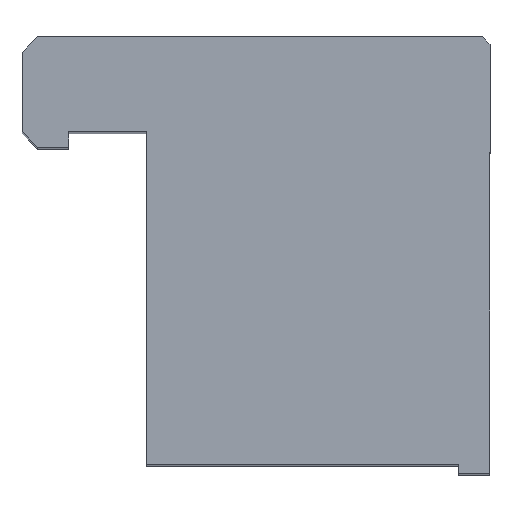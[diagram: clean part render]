
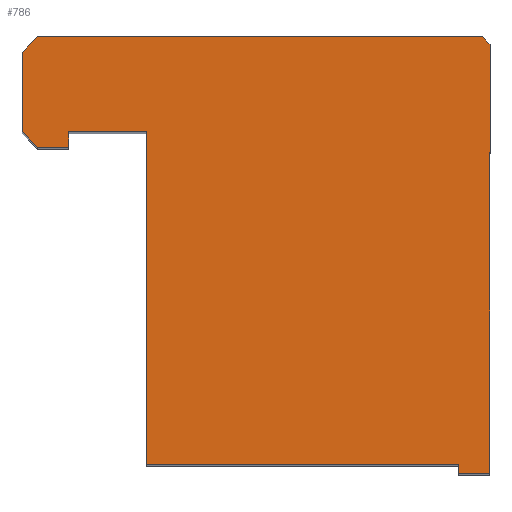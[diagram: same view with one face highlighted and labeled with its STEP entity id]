
A CAD part, top view. The second image highlights one B-rep face of the part: STEP entity #786.
In plain terms, the highlighted planar face has unit normal (0, 0, 1).
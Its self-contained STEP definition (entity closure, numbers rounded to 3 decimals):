
#1 = CARTESIAN_POINT ( 'NONE',  ( 14.5, 28., 37.5 ) ) ;
#18 = DIRECTION ( 'NONE',  ( 0.707, -0.707, 0. ) ) ;
#19 = CARTESIAN_POINT ( 'NONE',  ( -15., 21.9, 37.5 ) ) ;
#34 = DIRECTION ( 'NONE',  ( 0., -1., 0. ) ) ;
#70 = VERTEX_POINT ( 'NONE', #485 ) ;
#72 = EDGE_CURVE ( 'NONE', #89, #231, #370, .T. ) ;
#83 = VECTOR ( 'NONE', #185, 1000. ) ;
#89 = VERTEX_POINT ( 'NONE', #700 ) ;
#96 = CARTESIAN_POINT ( 'NONE',  ( 0., 0., 37.5 ) ) ;
#100 = CARTESIAN_POINT ( 'NONE',  ( 15., 28., 37.5 ) ) ;
#134 = EDGE_CURVE ( 'NONE', #903, #340, #779, .T. ) ;
#137 = VECTOR ( 'NONE', #334, 1000. ) ;
#138 = ORIENTED_EDGE ( 'NONE', *, *, #307, .T. ) ;
#147 = VERTEX_POINT ( 'NONE', #238 ) ;
#156 = VECTOR ( 'NONE', #160, 1000. ) ;
#160 = DIRECTION ( 'NONE',  ( 0., 1., 0. ) ) ;
#179 = EDGE_CURVE ( 'NONE', #851, #89, #184, .T. ) ;
#182 = EDGE_CURVE ( 'NONE', #560, #903, #359, .T. ) ;
#184 = LINE ( 'NONE', #464, #959 ) ;
#185 = DIRECTION ( 'NONE',  ( 0., -1., 0. ) ) ;
#188 = CARTESIAN_POINT ( 'NONE',  ( -12., 20.9, 37.5 ) ) ;
#192 = EDGE_CURVE ( 'NONE', #231, #271, #643, .T. ) ;
#199 = VERTEX_POINT ( 'NONE', #1 ) ;
#206 = LINE ( 'NONE', #618, #137 ) ;
#227 = ORIENTED_EDGE ( 'NONE', *, *, #253, .T. ) ;
#231 = VERTEX_POINT ( 'NONE', #908 ) ;
#232 = CARTESIAN_POINT ( 'NONE',  ( -7., 0.6, 37.5 ) ) ;
#238 = CARTESIAN_POINT ( 'NONE',  ( -15., 27., 37.5 ) ) ;
#239 = VECTOR ( 'NONE', #840, 1000. ) ;
#242 = CARTESIAN_POINT ( 'NONE',  ( 14.5, 28., 37.5 ) ) ;
#253 = EDGE_CURVE ( 'NONE', #728, #147, #570, .T. ) ;
#256 = CARTESIAN_POINT ( 'NONE',  ( -12., 21.9, 37.5 ) ) ;
#259 = VECTOR ( 'NONE', #609, 1000. ) ;
#261 = ORIENTED_EDGE ( 'NONE', *, *, #865, .T. ) ;
#271 = VERTEX_POINT ( 'NONE', #483 ) ;
#300 = ORIENTED_EDGE ( 'NONE', *, *, #915, .T. ) ;
#304 = DIRECTION ( 'NONE',  ( -0.707, 0.707, 0. ) ) ;
#307 = EDGE_CURVE ( 'NONE', #70, #560, #818, .T. ) ;
#308 = LINE ( 'NONE', #412, #555 ) ;
#334 = DIRECTION ( 'NONE',  ( -1., 0., 0. ) ) ;
#340 = VERTEX_POINT ( 'NONE', #667 ) ;
#359 = LINE ( 'NONE', #395, #156 ) ;
#370 = LINE ( 'NONE', #855, #950 ) ;
#376 = VECTOR ( 'NONE', #623, 1000. ) ;
#388 = CARTESIAN_POINT ( 'NONE',  ( 0., 0., 37.5 ) ) ;
#395 = CARTESIAN_POINT ( 'NONE',  ( -12., 20.9, 37.5 ) ) ;
#412 = CARTESIAN_POINT ( 'NONE',  ( -7., 0., 37.5 ) ) ;
#418 = ORIENTED_EDGE ( 'NONE', *, *, #564, .T. ) ;
#423 = LINE ( 'NONE', #552, #83 ) ;
#449 = DIRECTION ( 'NONE',  ( 1., 0., 0. ) ) ;
#451 = LINE ( 'NONE', #834, #703 ) ;
#452 = CARTESIAN_POINT ( 'NONE',  ( 15., 27.5, 37.5 ) ) ;
#463 = EDGE_CURVE ( 'NONE', #147, #930, #423, .T. ) ;
#464 = CARTESIAN_POINT ( 'NONE',  ( 0., 0.6, 37.5 ) ) ;
#483 = CARTESIAN_POINT ( 'NONE',  ( 15., 0., 37.5 ) ) ;
#485 = CARTESIAN_POINT ( 'NONE',  ( -14., 20.9, 37.5 ) ) ;
#487 = EDGE_LOOP ( 'NONE', ( #418, #890, #737, #528, #261, #300, #542, #227, #882, #624, #138, #622, #665 ) ) ;
#509 = EDGE_CURVE ( 'NONE', #199, #728, #206, .T. ) ;
#528 = ORIENTED_EDGE ( 'NONE', *, *, #192, .T. ) ;
#537 = CARTESIAN_POINT ( 'NONE',  ( -15., 27., 37.5 ) ) ;
#542 = ORIENTED_EDGE ( 'NONE', *, *, #509, .T. ) ;
#552 = CARTESIAN_POINT ( 'NONE',  ( -15., 0., 37.5 ) ) ;
#553 = CARTESIAN_POINT ( 'NONE',  ( 0., 21.9, 37.5 ) ) ;
#555 = VECTOR ( 'NONE', #34, 1000. ) ;
#560 = VERTEX_POINT ( 'NONE', #188 ) ;
#564 = EDGE_CURVE ( 'NONE', #340, #851, #308, .T. ) ;
#570 = LINE ( 'NONE', #537, #881 ) ;
#609 = DIRECTION ( 'NONE',  ( 1., 0., 0. ) ) ;
#618 = CARTESIAN_POINT ( 'NONE',  ( 0., 28., 37.5 ) ) ;
#622 = ORIENTED_EDGE ( 'NONE', *, *, #182, .T. ) ;
#623 = DIRECTION ( 'NONE',  ( 1., 0., 0. ) ) ;
#624 = ORIENTED_EDGE ( 'NONE', *, *, #910, .T. ) ;
#643 = LINE ( 'NONE', #388, #967 ) ;
#665 = ORIENTED_EDGE ( 'NONE', *, *, #134, .T. ) ;
#667 = CARTESIAN_POINT ( 'NONE',  ( -7., 21.9, 37.5 ) ) ;
#672 = PLANE ( 'NONE',  #853 ) ;
#690 = FACE_OUTER_BOUND ( 'NONE', #487, .T. ) ;
#700 = CARTESIAN_POINT ( 'NONE',  ( 13., 0.6, 37.5 ) ) ;
#703 = VECTOR ( 'NONE', #18, 1000. ) ;
#728 = VERTEX_POINT ( 'NONE', #964 ) ;
#737 = ORIENTED_EDGE ( 'NONE', *, *, #72, .T. ) ;
#751 = DIRECTION ( 'NONE',  ( 1., 0., 0. ) ) ;
#752 = DIRECTION ( 'NONE',  ( 0., 0., 1. ) ) ;
#761 = DIRECTION ( 'NONE',  ( -0.707, -0.707, 0. ) ) ;
#775 = VECTOR ( 'NONE', #304, 1000. ) ;
#777 = DIRECTION ( 'NONE',  ( 0., -1., 0. ) ) ;
#779 = LINE ( 'NONE', #553, #376 ) ;
#786 = ADVANCED_FACE ( 'NONE', ( #690 ), #672, .T. ) ;
#787 = LINE ( 'NONE', #100, #239 ) ;
#818 = LINE ( 'NONE', #912, #259 ) ;
#823 = VERTEX_POINT ( 'NONE', #452 ) ;
#834 = CARTESIAN_POINT ( 'NONE',  ( -15., 21.9, 37.5 ) ) ;
#840 = DIRECTION ( 'NONE',  ( 0., 1., 0. ) ) ;
#845 = LINE ( 'NONE', #242, #775 ) ;
#851 = VERTEX_POINT ( 'NONE', #232 ) ;
#853 = AXIS2_PLACEMENT_3D ( 'NONE', #96, #752, #449 ) ;
#855 = CARTESIAN_POINT ( 'NONE',  ( 13., 0.6, 37.5 ) ) ;
#865 = EDGE_CURVE ( 'NONE', #271, #823, #787, .T. ) ;
#881 = VECTOR ( 'NONE', #761, 1000. ) ;
#882 = ORIENTED_EDGE ( 'NONE', *, *, #463, .T. ) ;
#890 = ORIENTED_EDGE ( 'NONE', *, *, #179, .T. ) ;
#903 = VERTEX_POINT ( 'NONE', #256 ) ;
#908 = CARTESIAN_POINT ( 'NONE',  ( 13., 0., 37.5 ) ) ;
#910 = EDGE_CURVE ( 'NONE', #930, #70, #451, .T. ) ;
#912 = CARTESIAN_POINT ( 'NONE',  ( 0., 20.9, 37.5 ) ) ;
#914 = DIRECTION ( 'NONE',  ( 1., 0., 0. ) ) ;
#915 = EDGE_CURVE ( 'NONE', #823, #199, #845, .T. ) ;
#930 = VERTEX_POINT ( 'NONE', #19 ) ;
#950 = VECTOR ( 'NONE', #777, 1000. ) ;
#959 = VECTOR ( 'NONE', #751, 1000. ) ;
#964 = CARTESIAN_POINT ( 'NONE',  ( -14., 28., 37.5 ) ) ;
#967 = VECTOR ( 'NONE', #914, 1000. ) ;
